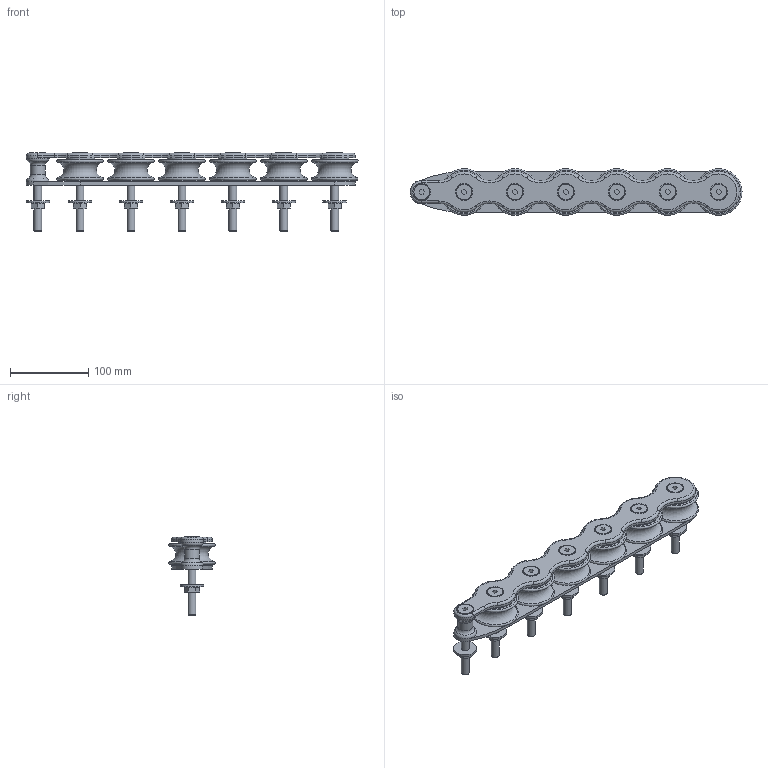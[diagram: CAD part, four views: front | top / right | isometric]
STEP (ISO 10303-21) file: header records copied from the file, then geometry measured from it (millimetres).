
FILE_DESCRIPTION(/* description */ (''),/* implementation_level */ '2;1');
FILE_NAME(/* name */ 'D660.stp',/* time_stamp */ '2016-04-04T11:35:21+02:00',/* author */ ('Nicola'),/* organization */ (''),/* preprocessor_version */ 'ST-DEVELOPER v16.1',/* originating_system */ 'Autodesk Inventor 2016',/* authorisation */ '');
FILE_SCHEMA (('AUTOMOTIVE_DESIGN { 1 0 10303 214 3 1 1 }'));
Length unit declared in the file: millimetre
Products named in the file (1): D660
Bounding box: 423.7 x 59.4 x 100 mm (x, y, z)
Volume: 582967.1 mm3; surface area: 157771.7 mm2
Topology: 1 solids, 1 shells, 385 faces, 809 edges, 527 vertices
Faces by surface type: plane 193, cylinder 111, torus 46, cone 35
Full cylindrical faces by diameter (mm): 10 x14, 10.2 x7, 10.5 x7, 11.7 x7, 11.75 x7, 19 x1, 20 x7, 29 x2, 30 x7, 37 x12, 50 x12
Entity records: 9276 total; most frequent: CARTESIAN_POINT 1676, DIRECTION 1658, ORIENTED_EDGE 1264, AXIS2_PLACEMENT_3D 724, EDGE_LOOP 638, EDGE_CURVE 632, VERTEX_POINT 490, FACE_OUTER_BOUND 385
